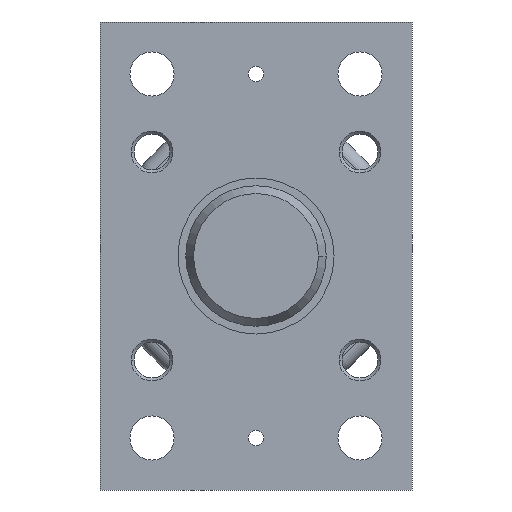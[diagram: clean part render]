
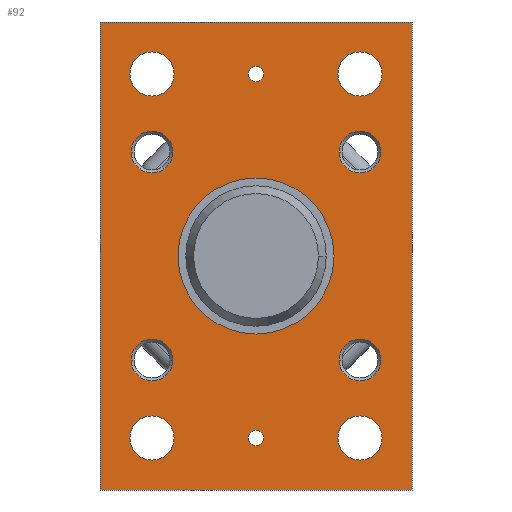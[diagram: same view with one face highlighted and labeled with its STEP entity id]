
A CAD part, left-side view. The second image highlights one B-rep face of the part: STEP entity #92.
In plain terms, the highlighted planar face has unit normal (-1, 0, 0).
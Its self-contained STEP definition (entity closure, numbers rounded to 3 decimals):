
#92=ADVANCED_FACE('',(#226,#227,#228,#229,#230,#231,#232,#233,#234,#235,#236,#237),#238,.F.);
#226=FACE_BOUND('',#403,.T.);
#227=FACE_BOUND('',#404,.T.);
#228=FACE_BOUND('',#405,.T.);
#229=FACE_BOUND('',#406,.T.);
#230=FACE_BOUND('',#407,.T.);
#231=FACE_BOUND('',#408,.T.);
#232=FACE_BOUND('',#409,.T.);
#233=FACE_BOUND('',#410,.T.);
#234=FACE_BOUND('',#411,.T.);
#235=FACE_BOUND('',#412,.T.);
#236=FACE_BOUND('',#413,.T.);
#237=FACE_OUTER_BOUND('',#414,.T.);
#238=PLANE('',#415);
#403=EDGE_LOOP('',(#828,#829));
#404=EDGE_LOOP('',(#830,#831));
#405=EDGE_LOOP('',(#832,#833));
#406=EDGE_LOOP('',(#834,#835));
#407=EDGE_LOOP('',(#836,#837));
#408=EDGE_LOOP('',(#838,#839));
#409=EDGE_LOOP('',(#840,#841));
#410=EDGE_LOOP('',(#842,#843));
#411=EDGE_LOOP('',(#844,#845));
#412=EDGE_LOOP('',(#846,#847));
#413=EDGE_LOOP('',(#848,#849));
#414=EDGE_LOOP('',(#850,#851,#852,#853));
#415=AXIS2_PLACEMENT_3D('',#854,#855,#856);
#828=ORIENTED_EDGE('',*,*,#1176,.T.);
#829=ORIENTED_EDGE('',*,*,#1202,.T.);
#830=ORIENTED_EDGE('',*,*,#1165,.T.);
#831=ORIENTED_EDGE('',*,*,#1204,.T.);
#832=ORIENTED_EDGE('',*,*,#1154,.T.);
#833=ORIENTED_EDGE('',*,*,#1206,.T.);
#834=ORIENTED_EDGE('',*,*,#1143,.T.);
#835=ORIENTED_EDGE('',*,*,#1208,.T.);
#836=ORIENTED_EDGE('',*,*,#1210,.T.);
#837=ORIENTED_EDGE('',*,*,#1136,.T.);
#838=ORIENTED_EDGE('',*,*,#1211,.T.);
#839=ORIENTED_EDGE('',*,*,#1132,.T.);
#840=ORIENTED_EDGE('',*,*,#1212,.T.);
#841=ORIENTED_EDGE('',*,*,#1128,.T.);
#842=ORIENTED_EDGE('',*,*,#1213,.T.);
#843=ORIENTED_EDGE('',*,*,#1124,.T.);
#844=ORIENTED_EDGE('',*,*,#1214,.T.);
#845=ORIENTED_EDGE('',*,*,#1120,.T.);
#846=ORIENTED_EDGE('',*,*,#1215,.T.);
#847=ORIENTED_EDGE('',*,*,#1116,.T.);
#848=ORIENTED_EDGE('',*,*,#1185,.T.);
#849=ORIENTED_EDGE('',*,*,#1184,.T.);
#850=ORIENTED_EDGE('',*,*,#1216,.T.);
#851=ORIENTED_EDGE('',*,*,#1217,.T.);
#852=ORIENTED_EDGE('',*,*,#1218,.T.);
#853=ORIENTED_EDGE('',*,*,#1219,.T.);
#854=CARTESIAN_POINT('',(-20.0,0.0,0.0));
#855=DIRECTION('',(1.0,0.0,0.));
#856=DIRECTION('',(0.,0.0,-1.0));
#1116=EDGE_CURVE('',#1331,#1335,#1337,.T.);
#1120=EDGE_CURVE('',#1339,#1343,#1345,.T.);
#1124=EDGE_CURVE('',#1347,#1351,#1353,.T.);
#1128=EDGE_CURVE('',#1355,#1359,#1361,.T.);
#1132=EDGE_CURVE('',#1363,#1367,#1369,.T.);
#1136=EDGE_CURVE('',#1371,#1375,#1377,.T.);
#1143=EDGE_CURVE('',#1386,#1388,#1390,.T.);
#1154=EDGE_CURVE('',#1405,#1407,#1409,.T.);
#1165=EDGE_CURVE('',#1424,#1426,#1428,.T.);
#1176=EDGE_CURVE('',#1443,#1445,#1447,.T.);
#1184=EDGE_CURVE('',#1455,#1459,#1461,.T.);
#1185=EDGE_CURVE('',#1459,#1455,#1462,.T.);
#1202=EDGE_CURVE('',#1445,#1443,#1483,.T.);
#1204=EDGE_CURVE('',#1426,#1424,#1485,.T.);
#1206=EDGE_CURVE('',#1407,#1405,#1487,.T.);
#1208=EDGE_CURVE('',#1388,#1386,#1489,.T.);
#1210=EDGE_CURVE('',#1375,#1371,#1491,.T.);
#1211=EDGE_CURVE('',#1367,#1363,#1492,.T.);
#1212=EDGE_CURVE('',#1359,#1355,#1493,.T.);
#1213=EDGE_CURVE('',#1351,#1347,#1494,.T.);
#1214=EDGE_CURVE('',#1343,#1339,#1495,.T.);
#1215=EDGE_CURVE('',#1335,#1331,#1496,.T.);
#1216=EDGE_CURVE('',#1497,#1498,#1499,.T.);
#1217=EDGE_CURVE('',#1498,#1500,#1501,.T.);
#1218=EDGE_CURVE('',#1500,#1502,#1503,.T.);
#1219=EDGE_CURVE('',#1502,#1497,#1504,.T.);
#1331=VERTEX_POINT('',#1648);
#1335=VERTEX_POINT('',#1653);
#1337=CIRCLE('',#1656,8.5);
#1339=VERTEX_POINT('',#1658);
#1343=VERTEX_POINT('',#1663);
#1345=CIRCLE('',#1666,8.5);
#1347=VERTEX_POINT('',#1668);
#1351=VERTEX_POINT('',#1673);
#1353=CIRCLE('',#1676,8.5);
#1355=VERTEX_POINT('',#1678);
#1359=VERTEX_POINT('',#1683);
#1361=CIRCLE('',#1686,8.5);
#1363=VERTEX_POINT('',#1688);
#1367=VERTEX_POINT('',#1693);
#1369=CIRCLE('',#1696,3.0);
#1371=VERTEX_POINT('',#1698);
#1375=VERTEX_POINT('',#1703);
#1377=CIRCLE('',#1706,3.0);
#1386=VERTEX_POINT('',#1717);
#1388=VERTEX_POINT('',#1720);
#1390=CIRCLE('',#1723,8.0);
#1405=VERTEX_POINT('',#1742);
#1407=VERTEX_POINT('',#1745);
#1409=CIRCLE('',#1748,8.0);
#1424=VERTEX_POINT('',#1767);
#1426=VERTEX_POINT('',#1770);
#1428=CIRCLE('',#1773,8.0);
#1443=VERTEX_POINT('',#1792);
#1445=VERTEX_POINT('',#1795);
#1447=CIRCLE('',#1798,8.0);
#1455=VERTEX_POINT('',#1808);
#1459=VERTEX_POINT('',#1813);
#1461=CIRCLE('',#1816,30.0);
#1462=CIRCLE('',#1817,30.0);
#1483=CIRCLE('',#1842,8.0);
#1485=CIRCLE('',#1844,8.0);
#1487=CIRCLE('',#1846,8.0);
#1489=CIRCLE('',#1848,8.0);
#1491=CIRCLE('',#1850,3.0);
#1492=CIRCLE('',#1851,3.0);
#1493=CIRCLE('',#1852,8.5);
#1494=CIRCLE('',#1853,8.5);
#1495=CIRCLE('',#1854,8.5);
#1496=CIRCLE('',#1855,8.5);
#1497=VERTEX_POINT('',#1856);
#1498=VERTEX_POINT('',#1857);
#1499=LINE('',#1858,#1859);
#1500=VERTEX_POINT('',#1860);
#1501=LINE('',#1861,#1862);
#1502=VERTEX_POINT('',#1863);
#1503=LINE('',#1864,#1865);
#1504=LINE('',#1866,#1867);
#1648=CARTESIAN_POINT('',(-20.0,-40.0,61.5));
#1653=CARTESIAN_POINT('',(-20.0,-40.0,78.5));
#1656=AXIS2_PLACEMENT_3D('',#2245,#2246,#2247);
#1658=CARTESIAN_POINT('',(-20.0,40.0,61.5));
#1663=CARTESIAN_POINT('',(-20.0,40.0,78.5));
#1666=AXIS2_PLACEMENT_3D('',#2253,#2254,#2255);
#1668=CARTESIAN_POINT('',(-20.0,-40.0,-78.5));
#1673=CARTESIAN_POINT('',(-20.0,-40.0,-61.5));
#1676=AXIS2_PLACEMENT_3D('',#2261,#2262,#2263);
#1678=CARTESIAN_POINT('',(-20.0,40.0,-78.5));
#1683=CARTESIAN_POINT('',(-20.0,40.0,-61.5));
#1686=AXIS2_PLACEMENT_3D('',#2269,#2270,#2271);
#1688=CARTESIAN_POINT('',(-20.0,0.,67.0));
#1693=CARTESIAN_POINT('',(-20.0,0.,73.0));
#1696=AXIS2_PLACEMENT_3D('',#2277,#2278,#2279);
#1698=CARTESIAN_POINT('',(-20.0,0.,-73.0));
#1703=CARTESIAN_POINT('',(-20.0,0.,-67.0));
#1706=AXIS2_PLACEMENT_3D('',#2285,#2286,#2287);
#1717=CARTESIAN_POINT('',(-20.0,-32.0,40.0));
#1720=CARTESIAN_POINT('',(-20.0,-48.0,40.0));
#1723=AXIS2_PLACEMENT_3D('',#2298,#2299,#2300);
#1742=CARTESIAN_POINT('',(-20.0,48.0,40.0));
#1745=CARTESIAN_POINT('',(-20.0,32.0,40.0));
#1748=AXIS2_PLACEMENT_3D('',#2319,#2320,#2321);
#1767=CARTESIAN_POINT('',(-20.0,-32.0,-40.0));
#1770=CARTESIAN_POINT('',(-20.0,-48.0,-40.0));
#1773=AXIS2_PLACEMENT_3D('',#2340,#2341,#2342);
#1792=CARTESIAN_POINT('',(-20.0,48.0,-40.0));
#1795=CARTESIAN_POINT('',(-20.0,32.0,-40.0));
#1798=AXIS2_PLACEMENT_3D('',#2361,#2362,#2363);
#1808=CARTESIAN_POINT('',(-20.0,0.,-30.0));
#1813=CARTESIAN_POINT('',(-20.0,0.,30.0));
#1816=AXIS2_PLACEMENT_3D('',#2377,#2378,#2379);
#1817=AXIS2_PLACEMENT_3D('',#2380,#2381,#2382);
#1842=AXIS2_PLACEMENT_3D('',#2423,#2424,#2425);
#1844=AXIS2_PLACEMENT_3D('',#2429,#2430,#2431);
#1846=AXIS2_PLACEMENT_3D('',#2435,#2436,#2437);
#1848=AXIS2_PLACEMENT_3D('',#2441,#2442,#2443);
#1850=AXIS2_PLACEMENT_3D('',#2447,#2448,#2449);
#1851=AXIS2_PLACEMENT_3D('',#2450,#2451,#2452);
#1852=AXIS2_PLACEMENT_3D('',#2453,#2454,#2455);
#1853=AXIS2_PLACEMENT_3D('',#2456,#2457,#2458);
#1854=AXIS2_PLACEMENT_3D('',#2459,#2460,#2461);
#1855=AXIS2_PLACEMENT_3D('',#2462,#2463,#2464);
#1856=CARTESIAN_POINT('',(-20.0,60.0,-90.0));
#1857=CARTESIAN_POINT('',(-20.0,-60.0,-90.0));
#1858=CARTESIAN_POINT('',(-20.0,0.0,-90.0));
#1859=VECTOR('',#2465,1.0);
#1860=CARTESIAN_POINT('',(-20.0,-60.0,90.0));
#1861=CARTESIAN_POINT('',(-20.0,-60.0,0.0));
#1862=VECTOR('',#2466,1.0);
#1863=CARTESIAN_POINT('',(-20.0,60.0,90.0));
#1864=CARTESIAN_POINT('',(-20.0,0.0,90.0));
#1865=VECTOR('',#2467,1.0);
#1866=CARTESIAN_POINT('',(-20.0,60.0,0.0));
#1867=VECTOR('',#2468,1.0);
#2245=CARTESIAN_POINT('',(-20.0,-40.0,70.0));
#2246=DIRECTION('',(1.0,0.0,0.));
#2247=DIRECTION('',(0.,0.0,-1.0));
#2253=CARTESIAN_POINT('',(-20.0,40.0,70.0));
#2254=DIRECTION('',(1.0,0.0,0.));
#2255=DIRECTION('',(0.,0.0,-1.0));
#2261=CARTESIAN_POINT('',(-20.0,-40.0,-70.0));
#2262=DIRECTION('',(1.0,0.0,0.));
#2263=DIRECTION('',(0.,0.0,-1.0));
#2269=CARTESIAN_POINT('',(-20.0,40.0,-70.0));
#2270=DIRECTION('',(1.0,0.0,0.));
#2271=DIRECTION('',(0.,0.0,-1.0));
#2277=CARTESIAN_POINT('',(-20.0,0.0,70.0));
#2278=DIRECTION('',(1.0,0.0,0.));
#2279=DIRECTION('',(0.,0.0,-1.0));
#2285=CARTESIAN_POINT('',(-20.0,0.0,-70.0));
#2286=DIRECTION('',(1.0,0.0,0.));
#2287=DIRECTION('',(0.,0.0,-1.0));
#2298=CARTESIAN_POINT('',(-20.0,-40.0,40.0));
#2299=DIRECTION('',(1.0,-0.0,0.));
#2300=DIRECTION('',(0.0,1.0,0.0));
#2319=CARTESIAN_POINT('',(-20.0,40.0,40.0));
#2320=DIRECTION('',(1.0,-0.0,0.));
#2321=DIRECTION('',(0.0,1.0,0.0));
#2340=CARTESIAN_POINT('',(-20.0,-40.0,-40.0));
#2341=DIRECTION('',(1.0,-0.0,0.));
#2342=DIRECTION('',(0.0,1.0,0.0));
#2361=CARTESIAN_POINT('',(-20.0,40.0,-40.0));
#2362=DIRECTION('',(1.0,-0.0,0.));
#2363=DIRECTION('',(0.0,1.0,0.0));
#2377=CARTESIAN_POINT('',(-20.0,0.0,0.0));
#2378=DIRECTION('',(1.0,0.0,0.));
#2379=DIRECTION('',(0.,0.0,-1.0));
#2380=CARTESIAN_POINT('',(-20.0,0.0,0.0));
#2381=DIRECTION('',(1.0,0.0,0.));
#2382=DIRECTION('',(0.,0.0,-1.0));
#2423=CARTESIAN_POINT('',(-20.0,40.0,-40.0));
#2424=DIRECTION('',(1.0,-0.0,0.));
#2425=DIRECTION('',(0.0,1.0,0.0));
#2429=CARTESIAN_POINT('',(-20.0,-40.0,-40.0));
#2430=DIRECTION('',(1.0,-0.0,0.));
#2431=DIRECTION('',(0.0,1.0,0.0));
#2435=CARTESIAN_POINT('',(-20.0,40.0,40.0));
#2436=DIRECTION('',(1.0,-0.0,0.));
#2437=DIRECTION('',(0.0,1.0,0.0));
#2441=CARTESIAN_POINT('',(-20.0,-40.0,40.0));
#2442=DIRECTION('',(1.0,-0.0,0.));
#2443=DIRECTION('',(0.0,1.0,0.0));
#2447=CARTESIAN_POINT('',(-20.0,0.0,-70.0));
#2448=DIRECTION('',(1.0,0.0,0.));
#2449=DIRECTION('',(0.,0.0,-1.0));
#2450=CARTESIAN_POINT('',(-20.0,0.0,70.0));
#2451=DIRECTION('',(1.0,0.0,0.));
#2452=DIRECTION('',(0.,0.0,-1.0));
#2453=CARTESIAN_POINT('',(-20.0,40.0,-70.0));
#2454=DIRECTION('',(1.0,0.0,0.));
#2455=DIRECTION('',(0.,0.0,-1.0));
#2456=CARTESIAN_POINT('',(-20.0,-40.0,-70.0));
#2457=DIRECTION('',(1.0,0.0,0.));
#2458=DIRECTION('',(0.,0.0,-1.0));
#2459=CARTESIAN_POINT('',(-20.0,40.0,70.0));
#2460=DIRECTION('',(1.0,0.0,0.));
#2461=DIRECTION('',(0.,0.0,-1.0));
#2462=CARTESIAN_POINT('',(-20.0,-40.0,70.0));
#2463=DIRECTION('',(1.0,0.0,0.));
#2464=DIRECTION('',(0.,0.0,-1.0));
#2465=DIRECTION('',(0.0,-1.0,0.0));
#2466=DIRECTION('',(0.,0.0,1.0));
#2467=DIRECTION('',(0.0,1.0,0.0));
#2468=DIRECTION('',(0.,0.0,-1.0));
